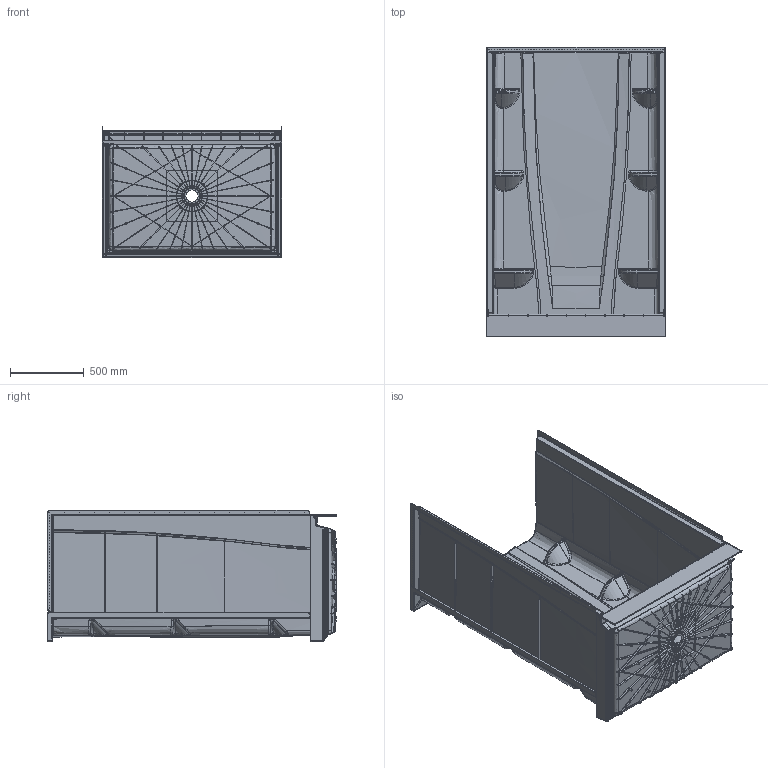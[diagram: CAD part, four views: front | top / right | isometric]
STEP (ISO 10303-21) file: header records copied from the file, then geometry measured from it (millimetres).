
FILE_DESCRIPTION (( 'STEP AP214' ), '1' );
FILE_NAME ('4834CS.STEP', '2021-11-03T22:11:45', ( '' ), ( '' ), 'SwSTEP 2.0', 'SolidWorks 2020', '' );
FILE_SCHEMA (( 'AUTOMOTIVE_DESIGN' ));
Length unit declared in the file: inch
Products named in the file (5): 4834CPAN; 4834CS; 4874CBW; 2774CSWL; 2774CSWR
Assembly tree (4 placements, depth 2):
  4834CS
    4834CPAN
    4874CBW
    2774CSWL
    2774CSWR
Bounding box: 1219.26 x 1965.01 x 892.48 mm (x, y, z)
Volume: 26935904.4 mm3; surface area: 16177140.4 mm2
Topology: 4 solids, 4 shells, 3303 faces, 8406 edges, 5196 vertices
Faces by surface type: plane 926, bspline 914, cylinder 730, sphere 394, cone 217, torus 122
Entity records: 144664 total; most frequent: CARTESIAN_POINT 76020, ORIENTED_EDGE 16616, DIRECTION 11527, EDGE_CURVE 8308, VERTEX_POINT 5196, AXIS2_PLACEMENT_3D 4664, EDGE_LOOP 3488, FACE_OUTER_BOUND 3303
